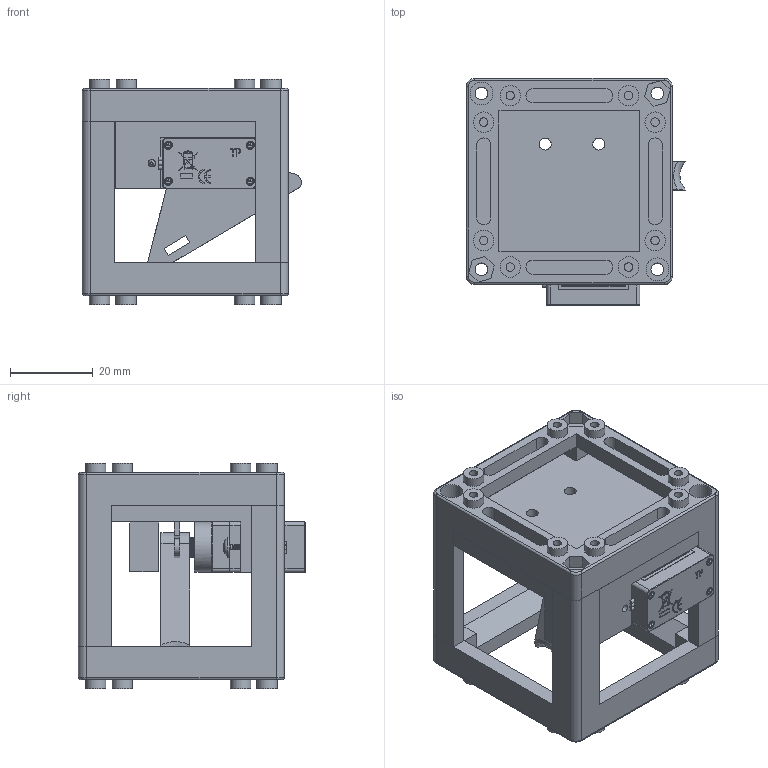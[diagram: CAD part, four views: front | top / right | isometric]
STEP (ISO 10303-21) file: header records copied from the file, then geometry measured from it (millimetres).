
FILE_DESCRIPTION(/* description */ (''),/* implementation_level */ '2;1');
FILE_NAME(/* name */ 'Assembly_Cube_Servomotor_G90_v3.iam.step',/* time_stamp */ '2022-11-29T09:10:41+01:00',/* author */ ('marsikovabarbora'),/* organization */ (''),/* preprocessor_version */ 'ST-DEVELOPER v18.1',/* originating_system */ 'Autodesk Inventor 2022',/* authorisation */ '');
FILE_SCHEMA (('AUTOMOTIVE_DESIGN { 1 0 10303 214 3 1 1 }'));
Products named in the file (6): Assembly_Cube_Servomotor_G90_v3; Assembly_Cube_empty_IM_v3; 10_Cube_1x1_IM; 20_Cube_Insert_RaspiCam_v3; 00_Servomotor_SG90; 00_penholder_servomotor
Assembly tree (6 placements, depth 3):
  Assembly_Cube_Servomotor_G90_v3
    Assembly_Cube_empty_IM_v3
      10_Cube_1x1_IM  x2
    20_Cube_Insert_RaspiCam_v3
    00_Servomotor_SG90
    00_penholder_servomotor
Bounding box: 53.02 x 54.9 x 54.5 mm (x, y, z)
Volume: 46153.6 mm3; surface area: 35333.7 mm2
Topology: 23 solids, 23 shells, 1808 faces, 5451 edges, 3865 vertices
Faces by surface type: plane 1109, cylinder 526, cone 103, torus 40, bspline 25, sphere 5
Full cylindrical faces by diameter (mm): 0.2 x1, 0.5 x1, 1 x3, 1.2 x35, 1.6 x2, 1.8 x7, 2 x43, 2.05 x16, 2.1 x3, 2.9 x2, 3.1 x9, 4.6 x3, 4.7 x2, 4.8 x2, 4.95 x16, 5 x1, 5.5 x4, 6.9 x3
Entity records: 65057 total; most frequent: CARTESIAN_POINT 18445, ORIENTED_EDGE 10156, DIRECTION 9016, EDGE_CURVE 5078, VERTEX_POINT 3621, LINE 3174, VECTOR 3174, AXIS2_PLACEMENT_3D 2921
